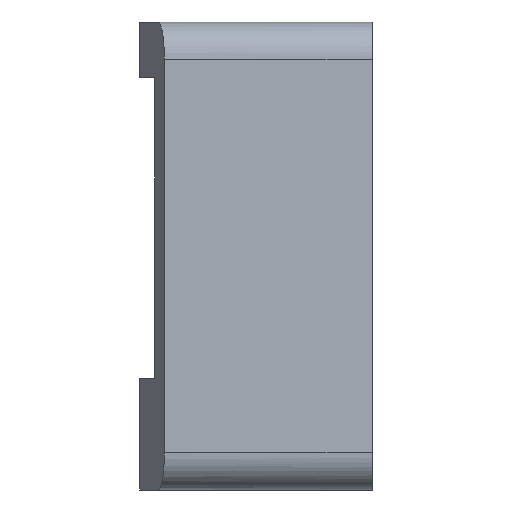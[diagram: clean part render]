
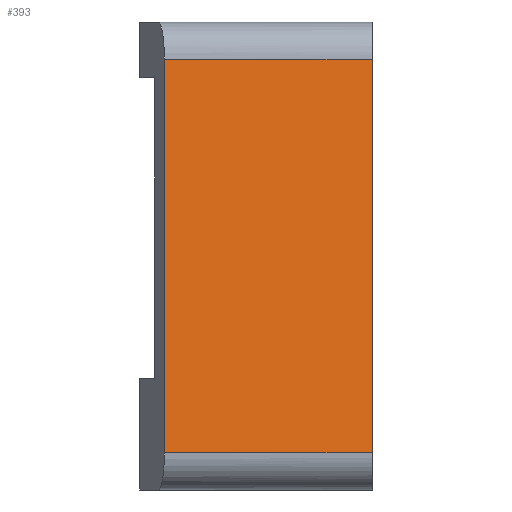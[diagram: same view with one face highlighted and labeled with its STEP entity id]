
A CAD part, left-side view. The second image highlights one B-rep face of the part: STEP entity #393.
In plain terms, the highlighted planar face has unit normal (-0.985, -0.174, 0).
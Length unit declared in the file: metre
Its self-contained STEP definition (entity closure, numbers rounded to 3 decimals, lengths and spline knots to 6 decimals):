
#44=ORIENTED_EDGE('',*,*,#156,.F.);
#45=ORIENTED_EDGE('',*,*,#140,.F.);
#46=ORIENTED_EDGE('',*,*,#157,.T.);
#47=ORIENTED_EDGE('',*,*,#158,.T.);
#140=EDGE_CURVE('',#196,#197,#234,.T.);
#156=EDGE_CURVE('',#197,#212,#248,.T.);
#157=EDGE_CURVE('',#196,#213,#249,.T.);
#158=EDGE_CURVE('',#213,#212,#250,.T.);
#196=VERTEX_POINT('',#574);
#197=VERTEX_POINT('',#575);
#212=VERTEX_POINT('',#607);
#213=VERTEX_POINT('',#609);
#234=LINE('',#573,#282);
#248=LINE('',#606,#296);
#249=LINE('',#608,#297);
#250=LINE('',#610,#298);
#282=VECTOR('',#464,1.);
#296=VECTOR('',#484,1.);
#297=VECTOR('',#485,1.);
#298=VECTOR('',#486,1.);
#328=EDGE_LOOP('',(#44,#45,#46,#47));
#352=FACE_BOUND('',#328,.T.);
#376=PLANE('',#429);
#393=ADVANCED_FACE('',(#352),#376,.T.);
#429=AXIS2_PLACEMENT_3D('',#605,#482,#483);
#464=DIRECTION('',(0.,0.,-1.));
#482=DIRECTION('',(-0.985,-0.174,0.));
#483=DIRECTION('',(0.174,-0.985,0.));
#484=DIRECTION('',(-0.174,0.985,0.));
#485=DIRECTION('',(-0.174,0.985,0.));
#486=DIRECTION('',(0.,0.,-1.));
#573=CARTESIAN_POINT('',(-0.056,-0.0035,0.003));
#574=CARTESIAN_POINT('',(-0.056,-0.0035,0.023208));
#575=CARTESIAN_POINT('',(-0.056,-0.0035,0.002));
#605=CARTESIAN_POINT('',(-0.056987,0.002096,0.003));
#606=CARTESIAN_POINT('',(-0.053632,-0.016928,0.002));
#607=CARTESIAN_POINT('',(-0.057974,0.007692,0.002));
#608=CARTESIAN_POINT('',(-0.053632,-0.016928,0.023208));
#609=CARTESIAN_POINT('',(-0.057974,0.007692,0.023208));
#610=CARTESIAN_POINT('',(-0.057974,0.007692,0.003));
